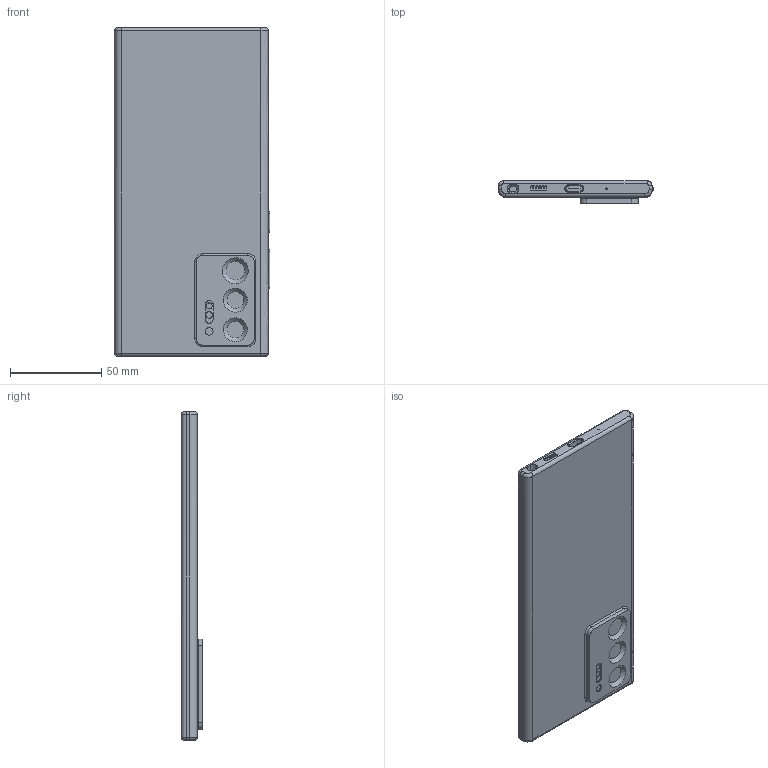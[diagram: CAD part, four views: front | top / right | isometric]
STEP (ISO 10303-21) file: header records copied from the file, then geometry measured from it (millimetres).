
FILE_DESCRIPTION(('FreeCAD Model'),'2;1');
FILE_NAME('Open CASCADE Shape Model','2025-04-29T05:04:32',('FreeCAD'),( 'FreeCAD'),'Open CASCADE STEP processor 7.6','FreeCAD','Unknown');
FILE_SCHEMA(('AUTOMOTIVE_DESIGN { 1 0 10303 214 1 1 1 1 }'));
Length unit declared in the file: millimetre
Products named in the file (1): Open CASCADE STEP translator 7.6 1
Bounding box: 85.26 x 12.03 x 180.25 mm (x, y, z)
Volume: 131756.3 mm3; surface area: 38413.8 mm2
Topology: 1 solids, 1 shells, 175 faces, 401 edges, 250 vertices
Faces by surface type: bspline 175
Entity records: 4916 total; most frequent: CARTESIAN_POINT 2587, ORIENTED_EDGE 802, EDGE_CURVE 401, VERTEX_POINT 250, B_SPLINE_CURVE_WITH_KNOTS 219, FACE_BOUND 197, EDGE_LOOP 197, ADVANCED_FACE 175
